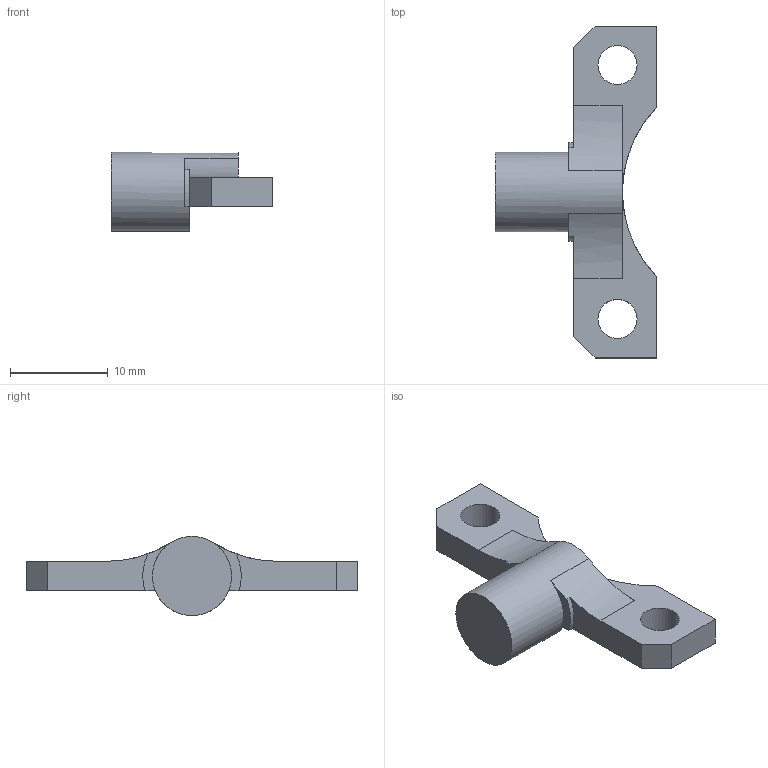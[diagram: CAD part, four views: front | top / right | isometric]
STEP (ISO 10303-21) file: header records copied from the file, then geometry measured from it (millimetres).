
FILE_DESCRIPTION(/* description */ (''),/* implementation_level */ '2;1');
FILE_NAME(/* name */ 'Fixation Nema14 v11.stp',/* time_stamp */ '2020-12-05T17:55:38+01:00',/* author */ (''),/* organization */ (''),/* preprocessor_version */ 'ST-DEVELOPER v18.1',/* originating_system */ 'Autodesk Translation Framework v9.3.0.1241',/* authorisation */ '');
FILE_SCHEMA (('AUTOMOTIVE_DESIGN { 1 0 10303 214 3 1 1 }'));
Length unit declared in the file: millimetre
Products named in the file (1): Fixation Nema14
Bounding box: 16.5 x 34 x 8.1 mm (x, y, z)
Volume: 1160.5 mm3; surface area: 1037.6 mm2
Topology: 1 solids, 1 shells, 24 faces, 65 edges, 43 vertices
Faces by surface type: plane 16, cylinder 8
Full cylindrical faces by diameter (mm): 4 x2, 8.1 x1
Entity records: 812 total; most frequent: DIRECTION 138, CARTESIAN_POINT 133, ORIENTED_EDGE 130, EDGE_CURVE 65, AXIS2_PLACEMENT_3D 48, VERTEX_POINT 43, LINE 42, VECTOR 42
